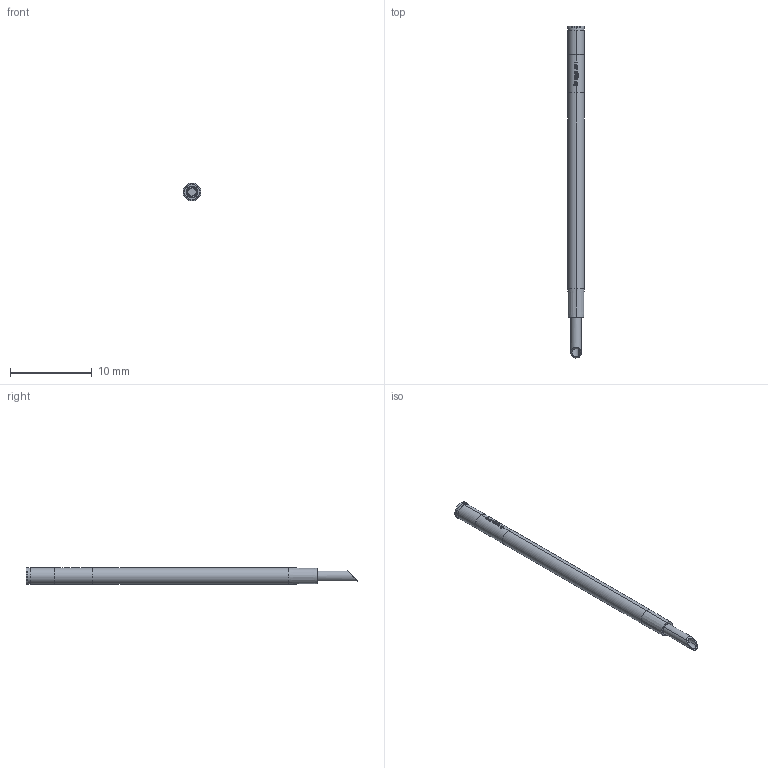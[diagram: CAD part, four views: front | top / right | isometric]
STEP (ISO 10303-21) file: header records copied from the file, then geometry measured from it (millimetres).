
FILE_DESCRIPTION (( 'STEP AP203' ), '1' );
FILE_NAME ('INGUN_KS-746_23_M-R.STEP', '2022-02-09T05:36:37', ( 'ochi' ), ( '' ), 'SwSTEP 2.0', 'SolidWorks 2018', '' );
FILE_SCHEMA (( 'CONFIG_CONTROL_DESIGN' ));
Length unit declared in the file: millimetre
Products named in the file (1): INGUN_KS-746_23_M-R
Bounding box: 2.2 x 40.7 x 2.2 mm (x, y, z)
Volume: 114.6 mm3; surface area: 259.6 mm2
Topology: 1 solids, 1 shells, 109 faces, 294 edges, 192 vertices
Faces by surface type: plane 46, cylinder 33, bspline 22, cone 8
Entity records: 3775 total; most frequent: CARTESIAN_POINT 1108, ORIENTED_EDGE 588, DIRECTION 484, EDGE_CURVE 294, AXIS2_PLACEMENT_3D 192, VERTEX_POINT 192, EDGE_LOOP 114, FACE_OUTER_BOUND 109
